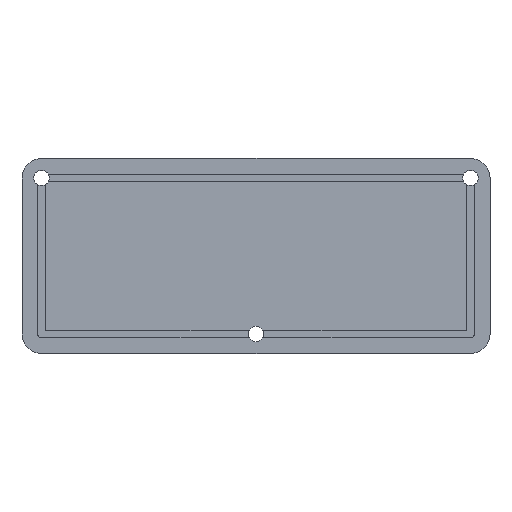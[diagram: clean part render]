
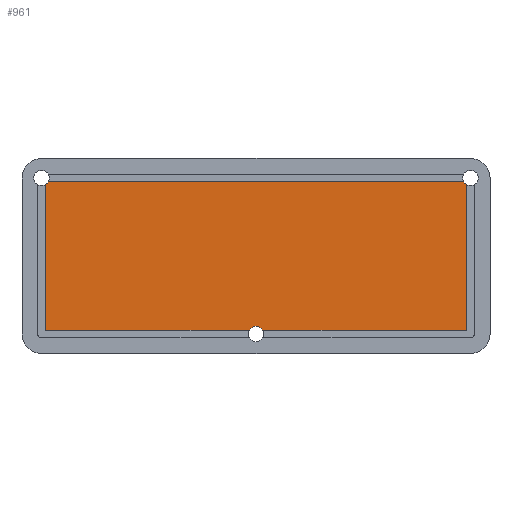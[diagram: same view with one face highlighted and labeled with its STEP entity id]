
A CAD part, top view. The second image highlights one B-rep face of the part: STEP entity #961.
In plain terms, the highlighted face is planar.
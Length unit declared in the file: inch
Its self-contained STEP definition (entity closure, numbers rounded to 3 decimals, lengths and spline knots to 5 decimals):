
#15 = EDGE_CURVE ( 'NONE', #645, #900, #719, .T. ) ;
#17 = ORIENTED_EDGE ( 'NONE', *, *, #574, .T. ) ;
#25 = AXIS2_PLACEMENT_3D ( 'NONE', #564, #47, #1280 ) ;
#47 = DIRECTION ( 'NONE',  ( 0., 1., 0. ) ) ;
#65 = ORIENTED_EDGE ( 'NONE', *, *, #1181, .T. ) ;
#66 = DIRECTION ( 'NONE',  ( -1., 0., 0. ) ) ;
#73 = CARTESIAN_POINT ( 'NONE',  ( -1.3317, 0.05, -0.475 ) ) ;
#87 = AXIS2_PLACEMENT_3D ( 'NONE', #1221, #286, #1021 ) ;
#95 = DIRECTION ( 'NONE',  ( 0., 0., 1. ) ) ;
#96 = CARTESIAN_POINT ( 'NONE',  ( -1.35, 0.05, 0.475 ) ) ;
#112 = DIRECTION ( 'NONE',  ( 0., 0., 1. ) ) ;
#137 = AXIS2_PLACEMENT_3D ( 'NONE', #191, #713, #95 ) ;
#179 = LINE ( 'NONE', #1319, #598 ) ;
#191 = CARTESIAN_POINT ( 'NONE',  ( 0., 0.05, 0.5 ) ) ;
#203 = VECTOR ( 'NONE', #1224, 39.37008 ) ;
#206 = CARTESIAN_POINT ( 'NONE',  ( 1.3317, 0.05, -0.475 ) ) ;
#210 = CARTESIAN_POINT ( 'NONE',  ( -1.35, 0.05, -0.475 ) ) ;
#216 = DIRECTION ( 'NONE',  ( 0., 1., 0. ) ) ;
#234 = DIRECTION ( 'NONE',  ( 0., 0., 1. ) ) ;
#263 = ORIENTED_EDGE ( 'NONE', *, *, #812, .T. ) ;
#265 = VECTOR ( 'NONE', #112, 39.37008 ) ;
#286 = DIRECTION ( 'NONE',  ( 0., 1., 0. ) ) ;
#303 = VERTEX_POINT ( 'NONE', #552 ) ;
#341 = CARTESIAN_POINT ( 'NONE',  ( 0., 0.05, 0. ) ) ;
#426 = EDGE_LOOP ( 'NONE', ( #571, #757, #1142, #263, #1028, #1044, #579, #17, #65 ) ) ;
#483 = PLANE ( 'NONE',  #578 ) ;
#523 = CARTESIAN_POINT ( 'NONE',  ( 1.375, 0.05, -0.5 ) ) ;
#540 = LINE ( 'NONE', #210, #265 ) ;
#552 = CARTESIAN_POINT ( 'NONE',  ( 1.35, 0.05, -0.4567 ) ) ;
#564 = CARTESIAN_POINT ( 'NONE',  ( -1.375, 0.05, -0.5 ) ) ;
#571 = ORIENTED_EDGE ( 'NONE', *, *, #794, .F. ) ;
#574 = EDGE_CURVE ( 'NONE', #645, #637, #840, .T. ) ;
#578 = AXIS2_PLACEMENT_3D ( 'NONE', #341, #1077, #234 ) ;
#579 = ORIENTED_EDGE ( 'NONE', *, *, #15, .F. ) ;
#586 = LINE ( 'NONE', #998, #1089 ) ;
#597 = CARTESIAN_POINT ( 'NONE',  ( -1.35, 0.05, 0.475 ) ) ;
#598 = VECTOR ( 'NONE', #66, 39.37008 ) ;
#605 = CARTESIAN_POINT ( 'NONE',  ( 1.35, 0.05, 0.475 ) ) ;
#612 = DIRECTION ( 'NONE',  ( 1., 0., 0. ) ) ;
#632 = EDGE_CURVE ( 'NONE', #1069, #979, #1023, .T. ) ;
#637 = VERTEX_POINT ( 'NONE', #605 ) ;
#645 = VERTEX_POINT ( 'NONE', #811 ) ;
#653 = CARTESIAN_POINT ( 'NONE',  ( -1.35, 0.05, -0.4567 ) ) ;
#658 = VERTEX_POINT ( 'NONE', #73 ) ;
#686 = CIRCLE ( 'NONE', #87, 0.05 ) ;
#689 = CIRCLE ( 'NONE', #1320, 0.05 ) ;
#713 = DIRECTION ( 'NONE',  ( 0., 1., 0. ) ) ;
#719 = CIRCLE ( 'NONE', #137, 0.05 ) ;
#742 = VERTEX_POINT ( 'NONE', #206 ) ;
#757 = ORIENTED_EDGE ( 'NONE', *, *, #1043, .T. ) ;
#794 = EDGE_CURVE ( 'NONE', #742, #303, #689, .T. ) ;
#796 = VERTEX_POINT ( 'NONE', #653 ) ;
#811 = CARTESIAN_POINT ( 'NONE',  ( 0.0433, 0.05, 0.475 ) ) ;
#812 = EDGE_CURVE ( 'NONE', #796, #1069, #540, .T. ) ;
#825 = CIRCLE ( 'NONE', #25, 0.05 ) ;
#837 = VECTOR ( 'NONE', #612, 39.37008 ) ;
#840 = LINE ( 'NONE', #96, #837 ) ;
#885 = DIRECTION ( 'NONE',  ( 0., 0., -1. ) ) ;
#900 = VERTEX_POINT ( 'NONE', #1092 ) ;
#932 = EDGE_CURVE ( 'NONE', #796, #658, #825, .T. ) ;
#961 = ADVANCED_FACE ( 'NONE', ( #1185 ), #483, .T. ) ;
#979 = VERTEX_POINT ( 'NONE', #980 ) ;
#980 = CARTESIAN_POINT ( 'NONE',  ( -0.0433, 0.05, 0.475 ) ) ;
#998 = CARTESIAN_POINT ( 'NONE',  ( 1.35, 0.05, 0.475 ) ) ;
#1021 = DIRECTION ( 'NONE',  ( 0., 0., 1. ) ) ;
#1023 = LINE ( 'NONE', #597, #203 ) ;
#1028 = ORIENTED_EDGE ( 'NONE', *, *, #632, .T. ) ;
#1043 = EDGE_CURVE ( 'NONE', #742, #658, #179, .T. ) ;
#1044 = ORIENTED_EDGE ( 'NONE', *, *, #1287, .F. ) ;
#1054 = DIRECTION ( 'NONE',  ( 0., 0., 1. ) ) ;
#1069 = VERTEX_POINT ( 'NONE', #1323 ) ;
#1077 = DIRECTION ( 'NONE',  ( 0., 1., 0. ) ) ;
#1089 = VECTOR ( 'NONE', #885, 39.37008 ) ;
#1092 = CARTESIAN_POINT ( 'NONE',  ( 0., 0.05, 0.45 ) ) ;
#1142 = ORIENTED_EDGE ( 'NONE', *, *, #932, .F. ) ;
#1181 = EDGE_CURVE ( 'NONE', #637, #303, #586, .T. ) ;
#1185 = FACE_OUTER_BOUND ( 'NONE', #426, .T. ) ;
#1221 = CARTESIAN_POINT ( 'NONE',  ( 0., 0.05, 0.5 ) ) ;
#1224 = DIRECTION ( 'NONE',  ( 1., 0., 0. ) ) ;
#1280 = DIRECTION ( 'NONE',  ( 0., 0., 1. ) ) ;
#1287 = EDGE_CURVE ( 'NONE', #900, #979, #686, .T. ) ;
#1319 = CARTESIAN_POINT ( 'NONE',  ( 1.35, 0.05, -0.475 ) ) ;
#1320 = AXIS2_PLACEMENT_3D ( 'NONE', #523, #216, #1054 ) ;
#1323 = CARTESIAN_POINT ( 'NONE',  ( -1.35, 0.05, 0.475 ) ) ;
